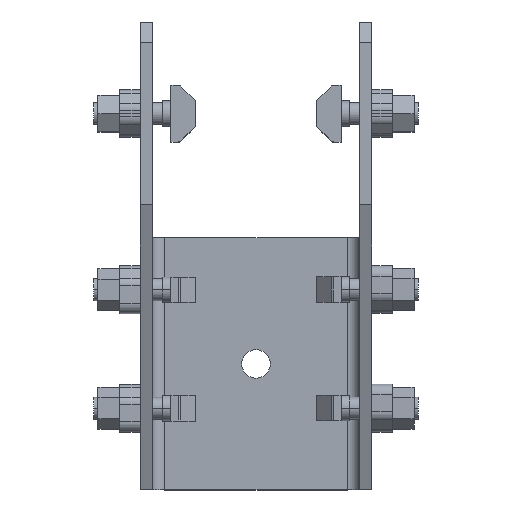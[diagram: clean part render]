
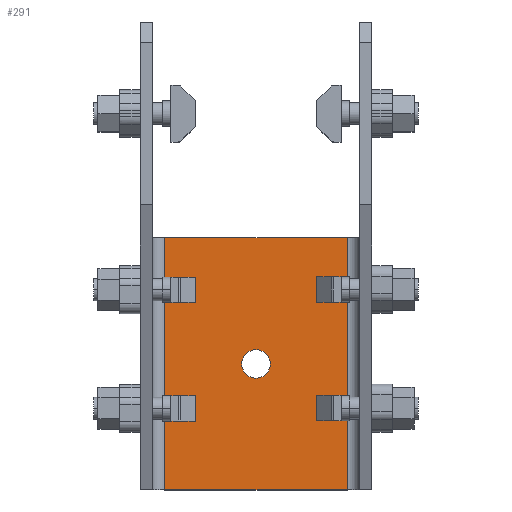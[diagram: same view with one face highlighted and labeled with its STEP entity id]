
A CAD part, top view. The second image highlights one B-rep face of the part: STEP entity #291.
In plain terms, the highlighted planar face has unit normal (0, 0, 1).
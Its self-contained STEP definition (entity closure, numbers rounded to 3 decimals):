
#78 = CIRCLE ( 'NONE', #3649, 7. ) ;
#188 = VECTOR ( 'NONE', #1700, 1000. ) ;
#245 = DIRECTION ( 'NONE',  ( 0., 1., 0. ) ) ;
#282 = CARTESIAN_POINT ( 'NONE',  ( 45., -230., 6. ) ) ;
#291 = ADVANCED_FACE ( 'NONE', ( #2518, #2236 ), #2603, .T. ) ;
#296 = CARTESIAN_POINT ( 'NONE',  ( -45., -230., 6. ) ) ;
#385 = DIRECTION ( 'NONE',  ( 0., -1., 0. ) ) ;
#426 = LINE ( 'NONE', #3118, #2157 ) ;
#556 = EDGE_CURVE ( 'NONE', #731, #4014, #1852, .T. ) ;
#574 = ORIENTED_EDGE ( 'NONE', *, *, #556, .F. ) ;
#579 = EDGE_LOOP ( 'NONE', ( #2486, #574, #966, #2585 ) ) ;
#731 = VERTEX_POINT ( 'NONE', #3902 ) ;
#966 = ORIENTED_EDGE ( 'NONE', *, *, #3569, .T. ) ;
#983 = CARTESIAN_POINT ( 'NONE',  ( 45., -230., 6. ) ) ;
#1095 = CARTESIAN_POINT ( 'NONE',  ( 0., -168., 6. ) ) ;
#1107 = DIRECTION ( 'NONE',  ( -1., 0., 0. ) ) ;
#1131 = DIRECTION ( 'NONE',  ( 0., 0., -1. ) ) ;
#1177 = DIRECTION ( 'NONE',  ( 0., -1., 0. ) ) ;
#1185 = CARTESIAN_POINT ( 'NONE',  ( 7., -168., 6. ) ) ;
#1280 = EDGE_CURVE ( 'NONE', #4014, #2067, #3756, .T. ) ;
#1453 = ORIENTED_EDGE ( 'NONE', *, *, #3023, .T. ) ;
#1571 = VECTOR ( 'NONE', #1177, 1000. ) ;
#1641 = VERTEX_POINT ( 'NONE', #3067 ) ;
#1700 = DIRECTION ( 'NONE',  ( -1., 0., 0. ) ) ;
#1852 = LINE ( 'NONE', #3503, #1571 ) ;
#2033 = VERTEX_POINT ( 'NONE', #3009 ) ;
#2067 = VERTEX_POINT ( 'NONE', #296 ) ;
#2109 = DIRECTION ( 'NONE',  ( 0., 0., -1. ) ) ;
#2152 = DIRECTION ( 'NONE',  ( -1., 0., 0. ) ) ;
#2157 = VECTOR ( 'NONE', #3098, 1000. ) ;
#2194 = CARTESIAN_POINT ( 'NONE',  ( 45., -230., 6. ) ) ;
#2236 = FACE_OUTER_BOUND ( 'NONE', #579, .T. ) ;
#2270 = EDGE_CURVE ( 'NONE', #2033, #2645, #78, .T. ) ;
#2482 = AXIS2_PLACEMENT_3D ( 'NONE', #2194, #3600, #245 ) ;
#2485 = CARTESIAN_POINT ( 'NONE',  ( 0., -168., 6. ) ) ;
#2486 = ORIENTED_EDGE ( 'NONE', *, *, #1280, .F. ) ;
#2518 = FACE_BOUND ( 'NONE', #3114, .T. ) ;
#2585 = ORIENTED_EDGE ( 'NONE', *, *, #4244, .T. ) ;
#2603 = PLANE ( 'NONE',  #2482 ) ;
#2645 = VERTEX_POINT ( 'NONE', #1185 ) ;
#2708 = CIRCLE ( 'NONE', #2779, 7. ) ;
#2779 = AXIS2_PLACEMENT_3D ( 'NONE', #2485, #1131, #1107 ) ;
#2831 = ORIENTED_EDGE ( 'NONE', *, *, #2270, .T. ) ;
#3009 = CARTESIAN_POINT ( 'NONE',  ( -7., -168., 6. ) ) ;
#3023 = EDGE_CURVE ( 'NONE', #2645, #2033, #2708, .T. ) ;
#3067 = CARTESIAN_POINT ( 'NONE',  ( -45., -106., 6. ) ) ;
#3098 = DIRECTION ( 'NONE',  ( -1., 0., 0. ) ) ;
#3114 = EDGE_LOOP ( 'NONE', ( #1453, #2831 ) ) ;
#3118 = CARTESIAN_POINT ( 'NONE',  ( 45., -106., 6. ) ) ;
#3503 = CARTESIAN_POINT ( 'NONE',  ( 45., -106., 6. ) ) ;
#3569 = EDGE_CURVE ( 'NONE', #731, #1641, #426, .T. ) ;
#3600 = DIRECTION ( 'NONE',  ( 0., 0., 1. ) ) ;
#3649 = AXIS2_PLACEMENT_3D ( 'NONE', #1095, #2109, #2152 ) ;
#3689 = VECTOR ( 'NONE', #385, 1000. ) ;
#3702 = CARTESIAN_POINT ( 'NONE',  ( -45., -106., 6. ) ) ;
#3756 = LINE ( 'NONE', #983, #188 ) ;
#3902 = CARTESIAN_POINT ( 'NONE',  ( 45., -106., 6. ) ) ;
#4014 = VERTEX_POINT ( 'NONE', #282 ) ;
#4060 = LINE ( 'NONE', #3702, #3689 ) ;
#4244 = EDGE_CURVE ( 'NONE', #1641, #2067, #4060, .T. ) ;
